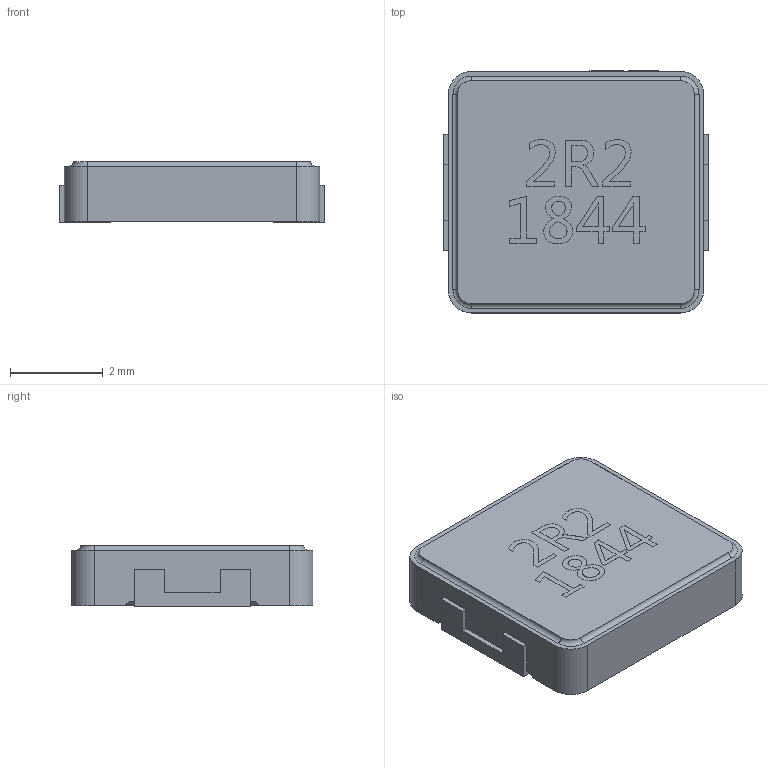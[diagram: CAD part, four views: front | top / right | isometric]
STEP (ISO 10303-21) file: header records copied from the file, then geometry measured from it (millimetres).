
FILE_DESCRIPTION (( 'STEP AP214' ), '1' );
FILE_NAME ('IND-SMD_L5.7-W5.2-H1.3_TMPA0503S.step', '2022-07-09T00:34:03', ( '' ), ( '' ), 'SwSTEP 2.0', 'SolidWorks 2020', '' );
FILE_SCHEMA (( 'AUTOMOTIVE_DESIGN' ));
Length unit declared in the file: millimetre
Products named in the file (1): IND-SMD_L5.7-W5.2-H1.3_TMPA0503S
Bounding box: 5.7 x 5.21 x 1.31 mm (x, y, z)
Volume: 36.7 mm3; surface area: 100.1 mm2
Topology: 3 solids, 3 shells, 454 faces, 1227 edges, 818 vertices
Faces by surface type: plane 292, bspline 150, cylinder 8, torus 4
Entity records: 22377 total; most frequent: CARTESIAN_POINT 6914, ORIENTED_EDGE 2454, DIRECTION 1557, EDGE_CURVE 1227, LINE 899, VECTOR 899, VERTEX_POINT 818, EDGE_LOOP 493
